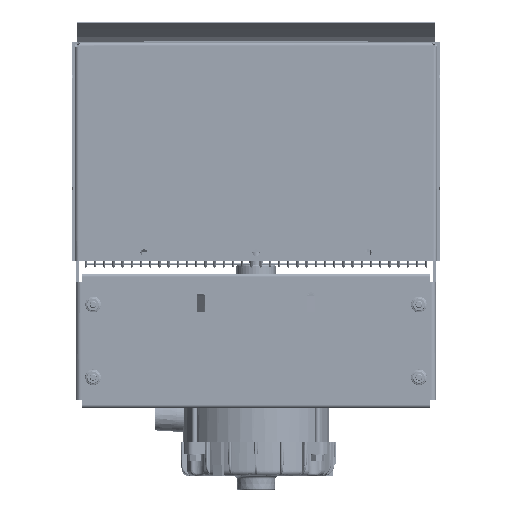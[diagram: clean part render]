
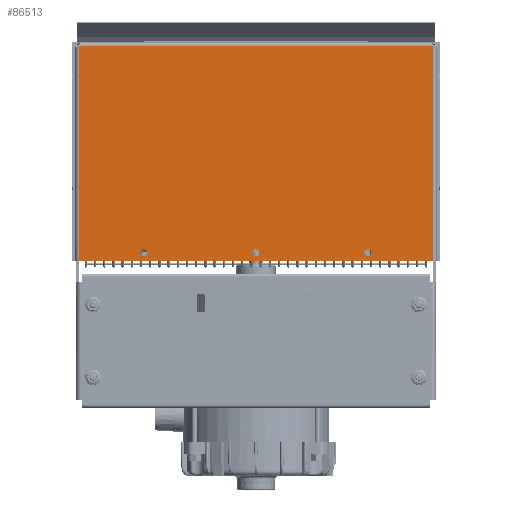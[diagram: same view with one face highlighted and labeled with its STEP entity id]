
A CAD part, front view. The second image highlights one B-rep face of the part: STEP entity #86513.
In plain terms, the highlighted face is planar.
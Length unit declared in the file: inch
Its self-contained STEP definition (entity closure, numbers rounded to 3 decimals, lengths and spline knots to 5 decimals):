
#4808 = EDGE_LOOP ( 'NONE', ( #72976 ) ) ;
#4816 = EDGE_LOOP ( 'NONE', ( #72960 ) ) ;
#4818 = EDGE_LOOP ( 'NONE', ( #72962, #72964, #72966, #72968, #72970, #72972 ) ) ;
#4836 = EDGE_LOOP ( 'NONE', ( #72974 ) ) ;
#8673 = AXIS2_PLACEMENT_3D ( 'NONE', #57315, #57317, #57319 ) ;
#8677 = AXIS2_PLACEMENT_3D ( 'NONE', #57328, #57330, #57332 ) ;
#8678 = AXIS2_PLACEMENT_3D ( 'NONE', #57337, #57339, #57340 ) ;
#8680 = AXIS2_PLACEMENT_3D ( 'NONE', #57349, #57351, #57353 ) ;
#8682 = AXIS2_PLACEMENT_3D ( 'NONE', #57371, #57373, #57374 ) ;
#21179 = VERTEX_POINT ( 'NONE', #48476 ) ;
#21184 = VERTEX_POINT ( 'NONE', #48479 ) ;
#21192 = VERTEX_POINT ( 'NONE', #48484 ) ;
#21197 = VERTEX_POINT ( 'NONE', #48487 ) ;
#21199 = VERTEX_POINT ( 'NONE', #48488 ) ;
#21200 = VERTEX_POINT ( 'NONE', #48489 ) ;
#44970 = CARTESIAN_POINT ( 'NONE',  ( -17.31932, 10.08084, 0.0747 ) ) ;
#44972 = CARTESIAN_POINT ( 'NONE',  ( -17.31932, 0.3958, 0.0747 ) ) ;
#44973 = CARTESIAN_POINT ( 'NONE',  ( -17.31932, 5.3958, 0.0747 ) ) ;
#46309 = VERTEX_POINT ( 'NONE', #44970 ) ;
#46314 = VERTEX_POINT ( 'NONE', #44972 ) ;
#46315 = VERTEX_POINT ( 'NONE', #44973 ) ;
#48476 = CARTESIAN_POINT ( 'NONE',  ( -8.09355, -2.67886, 0.0747 ) ) ;
#48479 = CARTESIAN_POINT ( 'NONE',  ( -8.08146, 13.14342, 0.0747 ) ) ;
#48484 = CARTESIAN_POINT ( 'NONE',  ( -17.69432, -2.67886, 0.0747 ) ) ;
#48487 = CARTESIAN_POINT ( 'NONE',  ( -8.09355, 13.15551, 0.0747 ) ) ;
#48488 = CARTESIAN_POINT ( 'NONE',  ( -8.08146, -2.66677, 0.0747 ) ) ;
#48489 = CARTESIAN_POINT ( 'NONE',  ( -17.69432, 13.15551, 0.0747 ) ) ;
#54850 = CIRCLE ( 'NONE', #8680, 0.125 ) ;
#54852 = LINE ( 'NONE', #57347, #54861 ) ;
#54853 = LINE ( 'NONE', #57313, #54859 ) ;
#54854 = CIRCLE ( 'NONE', #8673, 0.15748 ) ;
#54856 = CIRCLE ( 'NONE', #8677, 0.15748 ) ;
#54857 = CIRCLE ( 'NONE', #8678, 0.15748 ) ;
#54858 = LINE ( 'NONE', #57356, #54863 ) ;
#54859 = VECTOR ( 'NONE', #57342, 39.37008 ) ;
#54860 = CIRCLE ( 'NONE', #8682, 0.125 ) ;
#54861 = VECTOR ( 'NONE', #57335, 39.37008 ) ;
#54862 = LINE ( 'NONE', #57361, #54865 ) ;
#54863 = VECTOR ( 'NONE', #57359, 39.37008 ) ;
#54865 = VECTOR ( 'NONE', #57364, 39.37008 ) ;
#57313 = CARTESIAN_POINT ( 'NONE',  ( -8.08146, -3.69368, 0.0747 ) ) ;
#57315 = CARTESIAN_POINT ( 'NONE',  ( -17.31932, 10.23832, 0.0747 ) ) ;
#57317 = DIRECTION ( 'NONE',  ( 0., 0., -1. ) ) ;
#57319 = DIRECTION ( 'NONE',  ( 0., -1., 0. ) ) ;
#57328 = CARTESIAN_POINT ( 'NONE',  ( -17.31932, 0.23832, 0.0747 ) ) ;
#57330 = DIRECTION ( 'NONE',  ( 0., 0., 1. ) ) ;
#57332 = DIRECTION ( 'NONE',  ( 0., 1., 0. ) ) ;
#57335 = DIRECTION ( 'NONE',  ( -1., 0., 0. ) ) ;
#57337 = CARTESIAN_POINT ( 'NONE',  ( -17.31932, 5.23832, 0.0747 ) ) ;
#57339 = DIRECTION ( 'NONE',  ( 0., 0., 1. ) ) ;
#57340 = DIRECTION ( 'NONE',  ( 0., 1., 0. ) ) ;
#57342 = DIRECTION ( 'NONE',  ( 0., -1., 0. ) ) ;
#57347 = CARTESIAN_POINT ( 'NONE',  ( -17.69432, 13.15551, 0.0747 ) ) ;
#57349 = CARTESIAN_POINT ( 'NONE',  ( -7.99932, 13.23765, 0.0747 ) ) ;
#57351 = DIRECTION ( 'NONE',  ( 0., 0., -1. ) ) ;
#57353 = DIRECTION ( 'NONE',  ( 0., 1., 0. ) ) ;
#57356 = CARTESIAN_POINT ( 'NONE',  ( -17.69432, -3.69368, 0.0747 ) ) ;
#57359 = DIRECTION ( 'NONE',  ( 0., -1., 0. ) ) ;
#57361 = CARTESIAN_POINT ( 'NONE',  ( -17.69432, -2.67886, 0.0747 ) ) ;
#57364 = DIRECTION ( 'NONE',  ( -1., 0., 0. ) ) ;
#57371 = CARTESIAN_POINT ( 'NONE',  ( -7.99932, -2.761, 0.0747 ) ) ;
#57373 = DIRECTION ( 'NONE',  ( 0., 0., 1. ) ) ;
#57374 = DIRECTION ( 'NONE',  ( 0., -1., 0. ) ) ;
#58061 = FACE_BOUND ( 'NONE', #4836, .T. ) ;
#58067 = FACE_BOUND ( 'NONE', #4808, .T. ) ;
#58069 = FACE_BOUND ( 'NONE', #4816, .T. ) ;
#58074 = FACE_OUTER_BOUND ( 'NONE', #4818, .T. ) ;
#59188 = PLANE ( 'NONE',  #109655 ) ;
#59191 = DIRECTION ( 'NONE',  ( 0., 0., 1. ) ) ;
#59193 = CARTESIAN_POINT ( 'NONE',  ( -17.69432, -3.69368, 0.0747 ) ) ;
#59194 = DIRECTION ( 'NONE',  ( 0., 1., 0. ) ) ;
#72960 = ORIENTED_EDGE ( 'NONE', *, *, #74259, .F. ) ;
#72962 = ORIENTED_EDGE ( 'NONE', *, *, #74260, .F. ) ;
#72964 = ORIENTED_EDGE ( 'NONE', *, *, #74261, .T. ) ;
#72966 = ORIENTED_EDGE ( 'NONE', *, *, #74262, .T. ) ;
#72968 = ORIENTED_EDGE ( 'NONE', *, *, #74263, .T. ) ;
#72970 = ORIENTED_EDGE ( 'NONE', *, *, #74264, .F. ) ;
#72972 = ORIENTED_EDGE ( 'NONE', *, *, #74265, .F. ) ;
#72974 = ORIENTED_EDGE ( 'NONE', *, *, #74258, .F. ) ;
#72976 = ORIENTED_EDGE ( 'NONE', *, *, #74256, .T. ) ;
#74256 = EDGE_CURVE ( 'NONE', #46309, #46309, #54854, .T. ) ;
#74258 = EDGE_CURVE ( 'NONE', #46314, #46314, #54856, .T. ) ;
#74259 = EDGE_CURVE ( 'NONE', #46315, #46315, #54857, .T. ) ;
#74260 = EDGE_CURVE ( 'NONE', #21184, #21199, #54853, .T. ) ;
#74261 = EDGE_CURVE ( 'NONE', #21184, #21197, #54850, .T. ) ;
#74262 = EDGE_CURVE ( 'NONE', #21197, #21200, #54852, .T. ) ;
#74263 = EDGE_CURVE ( 'NONE', #21200, #21192, #54858, .T. ) ;
#74264 = EDGE_CURVE ( 'NONE', #21179, #21192, #54862, .T. ) ;
#74265 = EDGE_CURVE ( 'NONE', #21199, #21179, #54860, .T. ) ;
#86513 = ADVANCED_FACE ( 'NONE', ( #58069, #58074, #58061, #58067 ), #59188, .T. ) ;
#109655 = AXIS2_PLACEMENT_3D ( 'NONE', #59193, #59191, #59194 ) ;
